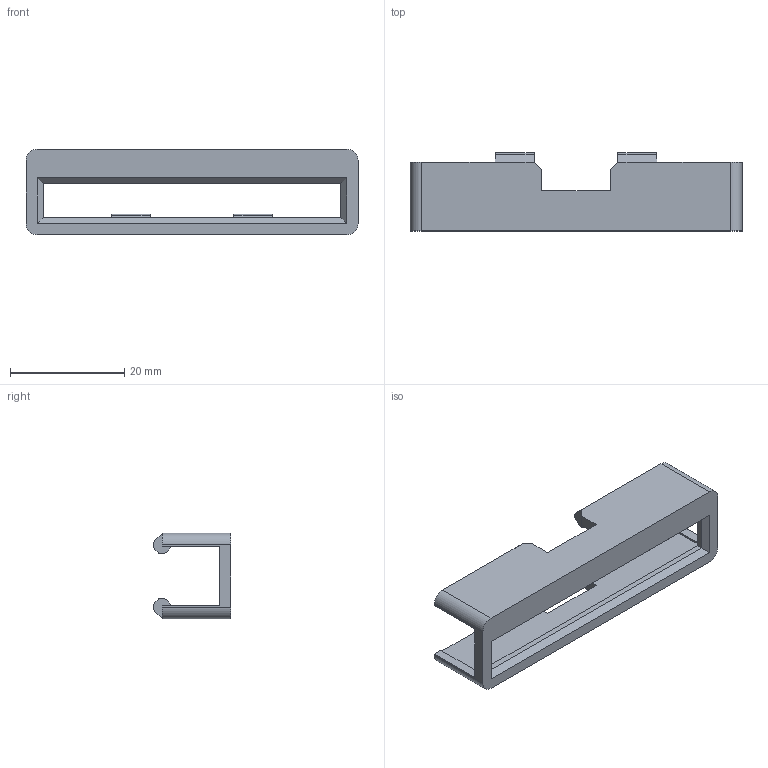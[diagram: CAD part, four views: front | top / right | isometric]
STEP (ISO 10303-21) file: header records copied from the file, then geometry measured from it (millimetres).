
FILE_DESCRIPTION(/* description */ (''),/* implementation_level */ '2;1');
FILE_NAME(/* name */ 'Cover.step',/* time_stamp */ '2020-10-11T17:22:10+03:00',/* author */ (''),/* organization */ (''),/* preprocessor_version */ 'ST-DEVELOPER v18.1',/* originating_system */ 'Autodesk Translation Framework v9.3.0.1241',/* authorisation */ '');
FILE_SCHEMA (('AUTOMOTIVE_DESIGN { 1 0 10303 214 3 1 1 }'));
Length unit declared in the file: millimetre
Products named in the file (1): Front
Bounding box: 58 x 13.62 x 15 mm (x, y, z)
Volume: 3265.7 mm3; surface area: 3885.7 mm2
Topology: 1 solids, 1 shells, 70 faces, 192 edges, 124 vertices
Faces by surface type: plane 58, cylinder 12
Entity records: 2228 total; most frequent: CARTESIAN_POINT 387, ORIENTED_EDGE 384, DIRECTION 358, EDGE_CURVE 192, LINE 168, VECTOR 168, VERTEX_POINT 124, AXIS2_PLACEMENT_3D 95
